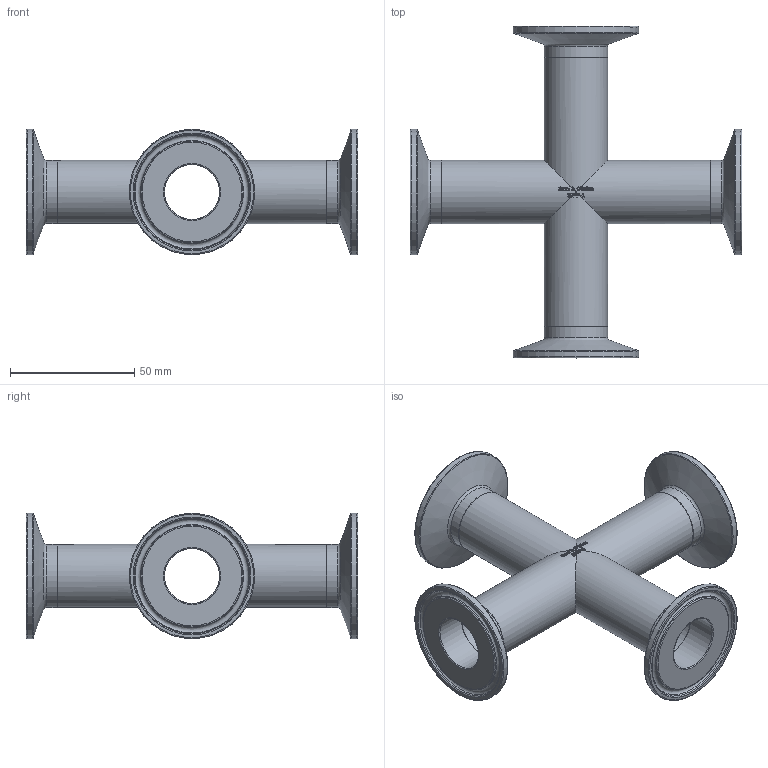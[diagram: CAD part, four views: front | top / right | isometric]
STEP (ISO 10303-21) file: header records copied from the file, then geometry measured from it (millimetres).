
FILE_DESCRIPTION(/* description */ (''),/* implementation_level */ '2;1');
FILE_NAME(/* name */ 'S9MP-1.stp',/* time_stamp */ '2018-11-30T11:55:07-05:00',/* author */ ('rick'),/* organization */ (''),/* preprocessor_version */ 'ST-DEVELOPER v15.2',/* originating_system */ 'Autodesk Inventor 2014',/* authorisation */ '');
FILE_SCHEMA (('AUTOMOTIVE_DESIGN { 1 0 10303 214 3 1 1 }'));
Length unit declared in the file: inch
Products named in the file (1): S9MP-1
Bounding box: 133.35 x 133.35 x 50.39 mm (x, y, z)
Volume: 56208.6 mm3; surface area: 48231.4 mm2
Topology: 1 solids, 1 shells, 410 faces, 1083 edges, 704 vertices
Faces by surface type: bspline 163, plane 137, cylinder 62, torus 36, cone 12
Full cylindrical faces by diameter (mm): 22.098 x8, 25.4 x8, 50.394 x4
Entity records: 15380 total; most frequent: CARTESIAN_POINT 6405, ORIENTED_EDGE 2000, DIRECTION 1398, EDGE_CURVE 1000, VERTEX_POINT 692, EDGE_LOOP 516, AXIS2_PLACEMENT_3D 498, ADVANCED_FACE 410
